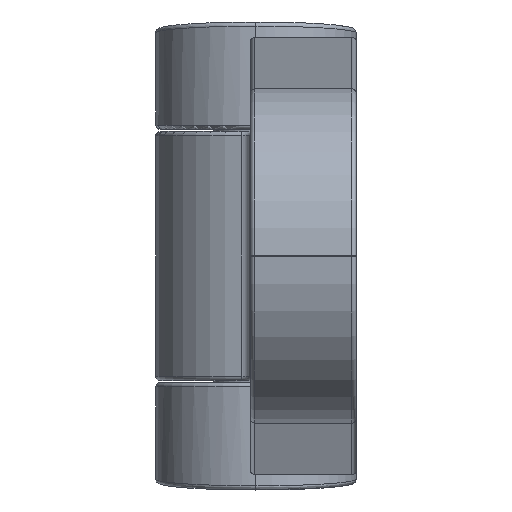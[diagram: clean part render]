
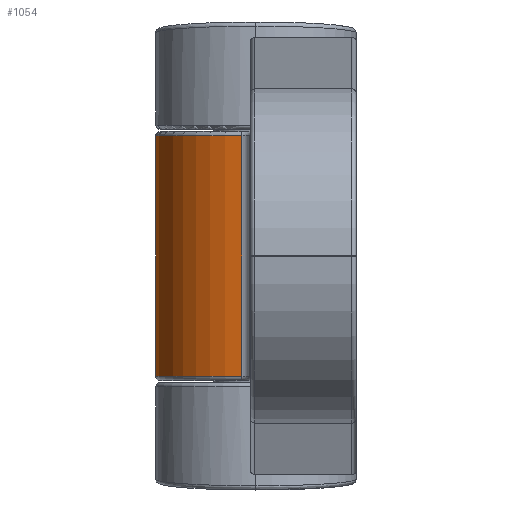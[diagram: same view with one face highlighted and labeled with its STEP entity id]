
A CAD part, left-side view. The second image highlights one B-rep face of the part: STEP entity #1054.
In plain terms, the highlighted cylindrical face has radius 4.75 mm (diameter 9.5 mm), a partial arc.
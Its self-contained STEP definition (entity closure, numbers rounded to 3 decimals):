
#585 = EDGE_CURVE ( 'NONE', #1043, #1013, #3378, .T. ) ;
#940 = VERTEX_POINT ( 'NONE', #4134 ) ;
#1012 = EDGE_CURVE ( 'NONE', #940, #1013, #4242, .T. ) ;
#1013 = VERTEX_POINT ( 'NONE', #4299 ) ;
#1043 = VERTEX_POINT ( 'NONE', #4317 ) ;
#1044 = ORIENTED_EDGE ( 'NONE', *, *, #585, .T. ) ;
#1049 = ORIENTED_EDGE ( 'NONE', *, *, #1012, .F. ) ;
#1050 = VERTEX_POINT ( 'NONE', #4305 ) ;
#1053 = ORIENTED_EDGE ( 'NONE', *, *, #1055, .T. ) ;
#1054 = ADVANCED_FACE ( 'NONE', ( #4352 ), #4349, .T. ) ;
#1055 = EDGE_CURVE ( 'NONE', #940, #1050, #4348, .T. ) ;
#1057 = EDGE_CURVE ( 'NONE', #1050, #1043, #4393, .T. ) ;
#1062 = EDGE_LOOP ( 'NONE', ( #1049, #1053, #1077, #1044 ) ) ;
#1077 = ORIENTED_EDGE ( 'NONE', *, *, #1057, .T. ) ;
#3374 = DIRECTION ( 'NONE',  ( 1., 0., 0. ) ) ;
#3375 = DIRECTION ( 'NONE',  ( 0., 0., 1. ) ) ;
#3376 = CARTESIAN_POINT ( 'NONE',  ( 0., 0., -5.7 ) ) ;
#3377 = AXIS2_PLACEMENT_3D ( 'NONE', #3376, #3375, #3374 ) ;
#3378 = CIRCLE ( 'NONE', #3377, 4.75 ) ;
#4134 = CARTESIAN_POINT ( 'NONE',  ( -4.75, 0., 5.7 ) ) ;
#4241 = CARTESIAN_POINT ( 'NONE',  ( -4.75, 0., 11.1 ) ) ;
#4242 = LINE ( 'NONE', #4241, #4298 ) ;
#4297 = DIRECTION ( 'NONE',  ( 0., 0., -1. ) ) ;
#4298 = VECTOR ( 'NONE', #4297, 1000. ) ;
#4299 = CARTESIAN_POINT ( 'NONE',  ( -4.75, 0., -5.7 ) ) ;
#4305 = CARTESIAN_POINT ( 'NONE',  ( 4.701, 0.679, 5.7 ) ) ;
#4317 = CARTESIAN_POINT ( 'NONE',  ( 4.701, 0.679, -5.7 ) ) ;
#4334 = DIRECTION ( 'NONE',  ( -1., 0., 0. ) ) ;
#4335 = DIRECTION ( 'NONE',  ( 0., 0., -1. ) ) ;
#4336 = CARTESIAN_POINT ( 'NONE',  ( 0., 0., 5.7 ) ) ;
#4337 = AXIS2_PLACEMENT_3D ( 'NONE', #4336, #4335, #4334 ) ;
#4340 = DIRECTION ( 'NONE',  ( -1., 0., 0. ) ) ;
#4343 = DIRECTION ( 'NONE',  ( 0., 0., -1. ) ) ;
#4344 = AXIS2_PLACEMENT_3D ( 'NONE', #4356, #4343, #4340 ) ;
#4348 = CIRCLE ( 'NONE', #4337, 4.75 ) ;
#4349 = CYLINDRICAL_SURFACE ( 'NONE', #4344, 4.75 ) ;
#4352 = FACE_OUTER_BOUND ( 'NONE', #1062, .T. ) ;
#4356 = CARTESIAN_POINT ( 'NONE',  ( 0., 0., 11.1 ) ) ;
#4390 = DIRECTION ( 'NONE',  ( 0., 0., -1. ) ) ;
#4391 = VECTOR ( 'NONE', #4390, 1000. ) ;
#4392 = CARTESIAN_POINT ( 'NONE',  ( 4.701, 0.679, 11.1 ) ) ;
#4393 = LINE ( 'NONE', #4392, #4391 ) ;
